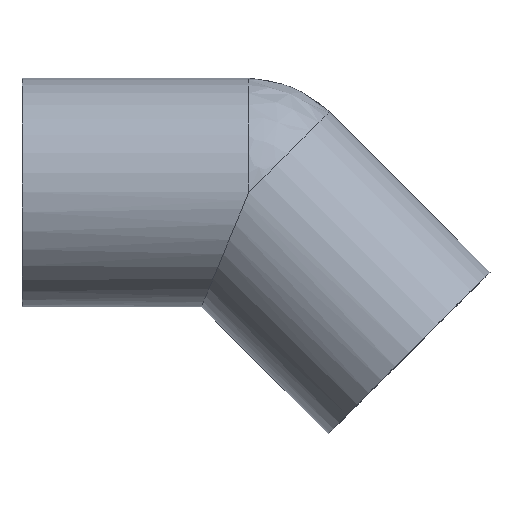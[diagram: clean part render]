
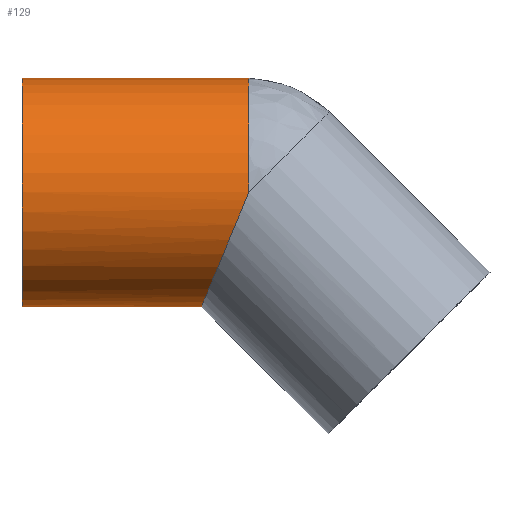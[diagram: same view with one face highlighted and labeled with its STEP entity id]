
A CAD part, top view. The second image highlights one B-rep face of the part: STEP entity #129.
In plain terms, the highlighted cylindrical face has radius 90 mm (diameter 180 mm), a partial arc.
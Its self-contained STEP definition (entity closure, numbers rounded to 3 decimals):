
#85 = EDGE_CURVE( '', #149, #151, #219, .T. );
#99 = VERTEX_POINT( '', #234 );
#117 = VERTEX_POINT( '', #257 );
#129 = ADVANCED_FACE( '', ( #269 ), #270, .T. );
#147 = EDGE_CURVE( '', #157, #99, #290, .T. );
#149 = VERTEX_POINT( '', #292 );
#151 = VERTEX_POINT( '', #294 );
#157 = VERTEX_POINT( '', #300 );
#165 = EDGE_CURVE( '', #149, #157, #308, .T. );
#185 = EDGE_CURVE( '', #117, #151, #332, .T. );
#199 = EDGE_CURVE( '', #99, #117, #347, .T. );
#219 = CIRCLE( '', #358, 90. );
#234 = CARTESIAN_POINT( '', ( 178.5, 0., 90. ) );
#257 = CARTESIAN_POINT( '', ( 178.5, 90., 0. ) );
#269 = FACE_OUTER_BOUND( '', #420, .T. );
#270 = CYLINDRICAL_SURFACE( '', #421, 90. );
#290 = ELLIPSE( '', #450, 97.415, 90. );
#292 = CARTESIAN_POINT( '', ( 0., -90., 0. ) );
#294 = CARTESIAN_POINT( '', ( 0., 90., 0. ) );
#300 = CARTESIAN_POINT( '', ( 141.221, -90., 0. ) );
#308 = LINE( '', #472, #473 );
#332 = LINE( '', #499, #500 );
#347 = CIRCLE( '', #520, 90. );
#358 = AXIS2_PLACEMENT_3D( '', #522, #523, #524 );
#420 = EDGE_LOOP( '', ( #594, #595, #596, #597, #598 ) );
#421 = AXIS2_PLACEMENT_3D( '', #599, #600, #601 );
#450 = AXIS2_PLACEMENT_3D( '', #634, #635, #636 );
#472 = CARTESIAN_POINT( '', ( 89.25, -90., 0. ) );
#473 = VECTOR( '', #646, 1. );
#499 = CARTESIAN_POINT( '', ( 89.25, 90., 0. ) );
#500 = VECTOR( '', #675, 1. );
#520 = AXIS2_PLACEMENT_3D( '', #692, #693, #694 );
#522 = CARTESIAN_POINT( '', ( 0., 0., 0. ) );
#523 = DIRECTION( '', ( -1., 0., 0. ) );
#524 = DIRECTION( '', ( 0., 1., 0. ) );
#594 = ORIENTED_EDGE( '', *, *, #185, .T. );
#595 = ORIENTED_EDGE( '', *, *, #85, .F. );
#596 = ORIENTED_EDGE( '', *, *, #165, .T. );
#597 = ORIENTED_EDGE( '', *, *, #147, .T. );
#598 = ORIENTED_EDGE( '', *, *, #199, .T. );
#599 = CARTESIAN_POINT( '', ( 89.25, 0., 0. ) );
#600 = DIRECTION( '', ( 1., 0., 0. ) );
#601 = DIRECTION( '', ( 0., 1., 0. ) );
#634 = CARTESIAN_POINT( '', ( 178.5, 0., 0. ) );
#635 = DIRECTION( '', ( -0.924, 0.383, 0. ) );
#636 = DIRECTION( '', ( 0.383, 0.924, 0. ) );
#646 = DIRECTION( '', ( 1., 0., 0. ) );
#675 = DIRECTION( '', ( -1., 0., 0. ) );
#692 = CARTESIAN_POINT( '', ( 178.5, 0., 0. ) );
#693 = DIRECTION( '', ( -1., 0., 0. ) );
#694 = DIRECTION( '', ( 0., 1., 0. ) );
